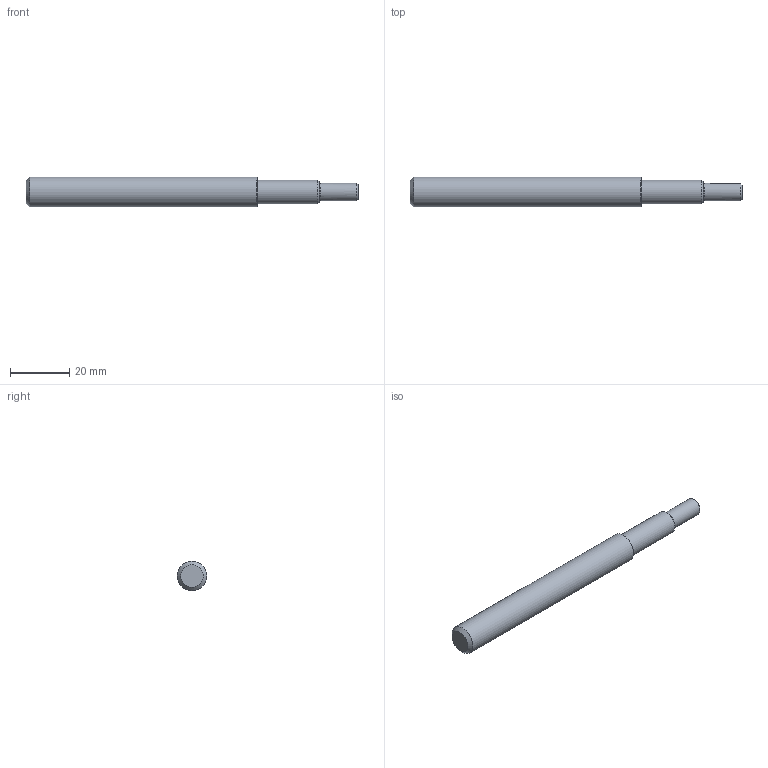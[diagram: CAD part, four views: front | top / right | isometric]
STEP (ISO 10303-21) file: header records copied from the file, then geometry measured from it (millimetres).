
FILE_DESCRIPTION(/* description */ (''),/* implementation_level */ '2;1');
FILE_NAME(/* name */ 'НЛИ18-2.80.30.20.01. Винт точного поворота М10х1.stp',/* time_stamp */ '2018-07-21T17:14:47+04:00',/* author */ ('Edward'),/* organization */ (''),/* preprocessor_version */ 'ST-DEVELOPER v15.6',/* originating_system */ 'Autodesk Inventor 2015',/* authorisation */ '');
FILE_SCHEMA (('AUTOMOTIVE_DESIGN { 1 0 10303 214 3 1 1 }'));
Length unit declared in the file: millimetre
Products named in the file (1): НЛИ18-2.80.30.20.01. Винт \X2\0442
 поворота 
М10х1
Bounding box: 112 x 10 x 10 mm (x, y, z)
Volume: 7498.7 mm3; surface area: 3356.2 mm2
Topology: 1 solids, 1 shells, 17 faces, 34 edges, 21 vertices
Faces by surface type: plane 7, cone 4, cylinder 4, torus 2
Full cylindrical faces by diameter (mm): 6 x1, 8 x1, 10 x1
Entity records: 437 total; most frequent: CARTESIAN_POINT 87, DIRECTION 71, ORIENTED_EDGE 52, AXIS2_PLACEMENT_3D 31, EDGE_LOOP 27, EDGE_CURVE 26, VERTEX_POINT 21, FACE_OUTER_BOUND 17
